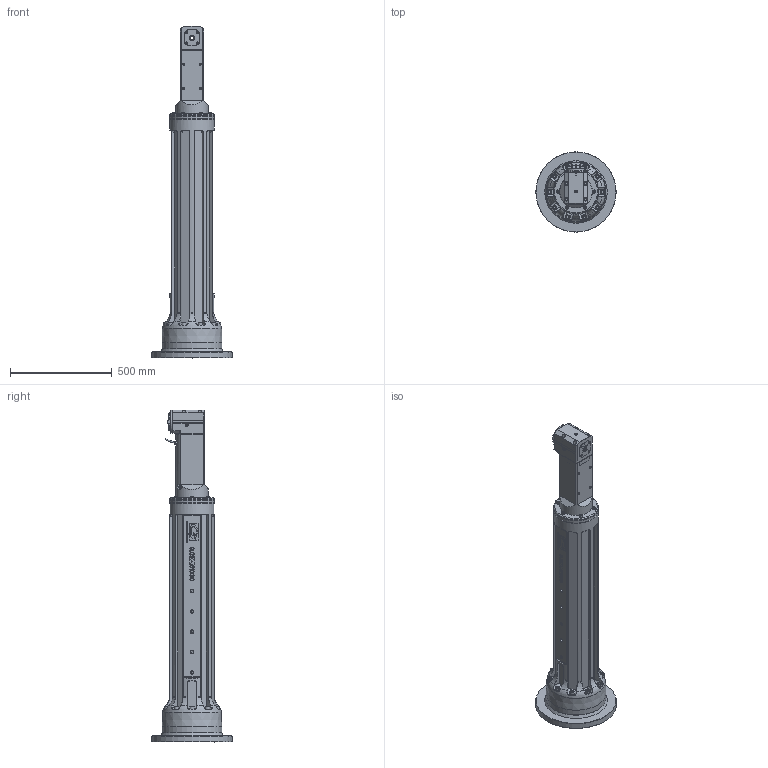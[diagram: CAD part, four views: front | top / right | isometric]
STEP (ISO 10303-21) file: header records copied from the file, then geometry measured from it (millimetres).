
FILE_DESCRIPTION(/* description */ (''),/* implementation_level */ '2;1');
FILE_NAME(/* name */ '9.G90.S4001XL.400.ISO50-TS5352.stp',/* time_stamp */ '2024-07-29T09:18:03-04:00',/* author */ ('jkrenzer'),/* organization */ (''),/* preprocessor_version */ 'ST-DEVELOPER v18.1',/* originating_system */ 'Autodesk Inventor 2022',/* authorisation */ '');
FILE_SCHEMA (('AUTOMOTIVE_DESIGN { 1 0 10303 214 3 1 1 }'));
Products named in the file (3): 9.G90.S4001XL.400.ISO50-TS5352; 9.G90.S4001XL.400.ISO50-TS5352_1; 9.UF.00006 (Classic, Universal Flange, Type 6)
Assembly tree (2 placements, depth 2):
  9.G90.S4001XL.400.ISO50-TS5352
    9.G90.S4001XL.400.ISO50-TS5352_1
    9.UF.00006 (Classic, Universal Flange, Type 6)
Bounding box: 395 x 395 x 1632.5 mm (x, y, z)
Volume: 42024016.8 mm3; surface area: 3150630.2 mm2
Topology: 15 solids, 28 shells, 4232 faces, 10903 edges, 7018 vertices
Faces by surface type: plane 2456, cone 780, cylinder 631, bspline 325, torus 37, sphere 3
Full cylindrical faces by diameter (mm): 2 x1, 3.3 x1, 4 x3, 4.2 x10, 5 x14, 5.5 x10, 6 x6, 6.5 x2, 6.8 x18, 8 x6, 8.5 x14, 8.8 x16, 9 x15, 9.2 x1, 10 x4, 10.2 x1, 10.5 x8, 11 x2, 12 x14, 12.8 x1, 13 x5, 14 x40, 15 x11, 16 x6, 17 x5, 18 x8, 19 x8, 21 x10, 25 x3, 26 x2
Entity records: 150684 total; most frequent: CARTESIAN_POINT 47880, ORIENTED_EDGE 21660, DIRECTION 20457, EDGE_CURVE 10840, LINE 7473, VECTOR 7473, VERTEX_POINT 7018, AXIS2_PLACEMENT_3D 6492
